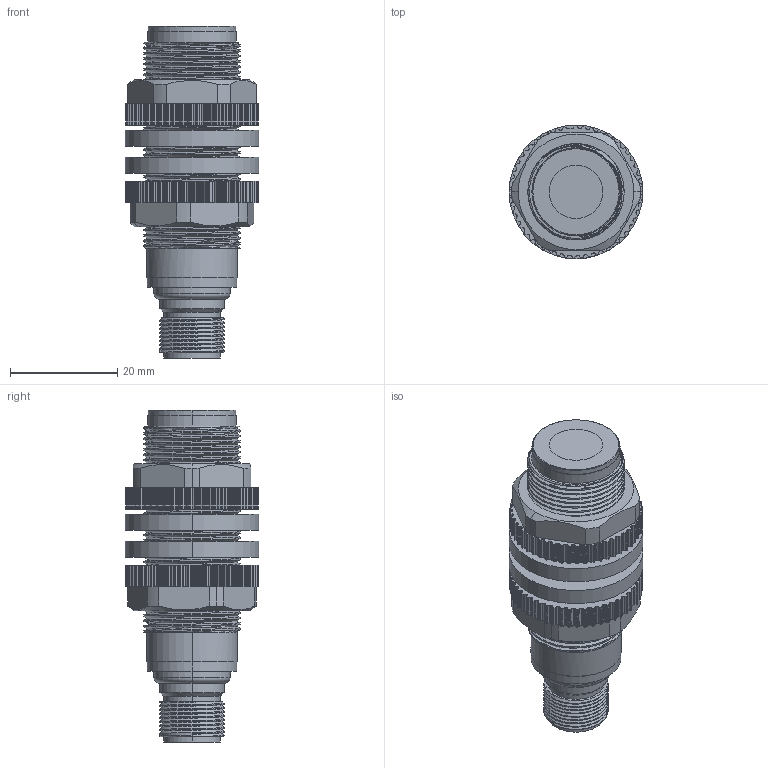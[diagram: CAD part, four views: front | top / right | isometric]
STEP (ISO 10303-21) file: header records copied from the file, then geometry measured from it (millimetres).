
FILE_DESCRIPTION (( 'STEP AP203' ), '1' );
FILE_NAME ('MS18.STEP', '2016-06-30T08:42:10', ( '' ), ( '' ), 'SwSTEP 2.0', 'SolidWorks 2013', '' );
FILE_SCHEMA (( 'CONFIG_CONTROL_DESIGN' ));
Products named in the file (1): MS18
Bounding box: 25 x 25 x 62 mm (x, y, z)
Volume: 15171.1 mm3; surface area: 12561.7 mm2
Topology: 5 solids, 6 shells, 1168 faces, 3349 edges, 2208 vertices
Faces by surface type: cylinder 844, plane 307, torus 7, cone 6, bspline 4
Entity records: 43731 total; most frequent: CARTESIAN_POINT 12114, DIRECTION 7099, ORIENTED_EDGE 6698, EDGE_CURVE 3349, AXIS2_PLACEMENT_3D 2799, VERTEX_POINT 2208, CIRCLE 1634, LINE 1501
